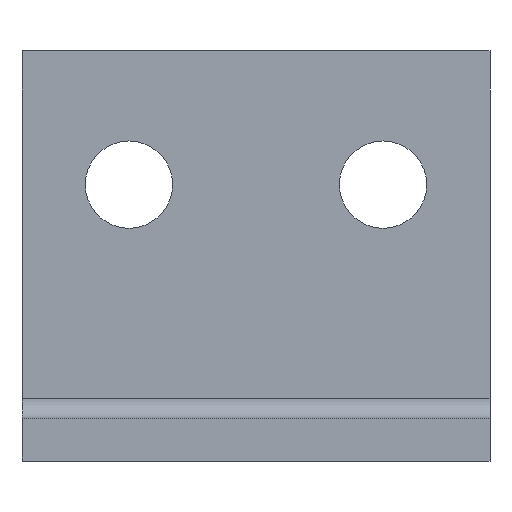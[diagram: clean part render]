
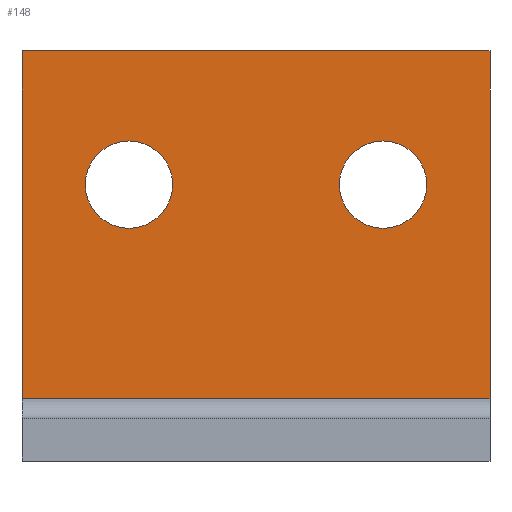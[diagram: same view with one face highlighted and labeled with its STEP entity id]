
A CAD part, front view. The second image highlights one B-rep face of the part: STEP entity #148.
In plain terms, the highlighted planar face has unit normal (0, -1, 0).
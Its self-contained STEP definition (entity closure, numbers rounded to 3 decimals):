
#8 = PLANE ( 'NONE',  #142 ) ;
#32 = ORIENTED_EDGE ( 'NONE', *, *, #524, .F. ) ;
#70 = ORIENTED_EDGE ( 'NONE', *, *, #504, .F. ) ;
#72 = CARTESIAN_POINT ( 'NONE',  ( -5.787, -1.6, -21.33 ) ) ;
#80 = CIRCLE ( 'NONE', #228, 1.632 ) ;
#93 = VECTOR ( 'NONE', #277, 1000. ) ;
#94 = DIRECTION ( 'NONE',  ( 0., 0., -1. ) ) ;
#109 = DIRECTION ( 'NONE',  ( 0., -1., 0. ) ) ;
#122 = LINE ( 'NONE', #72, #237 ) ;
#134 = CARTESIAN_POINT ( 'NONE',  ( -19.287, -1.6, -16.33 ) ) ;
#138 = FACE_OUTER_BOUND ( 'NONE', #500, .T. ) ;
#140 = CARTESIAN_POINT ( 'NONE',  ( -9.787, -1.6, -14.698 ) ) ;
#142 = AXIS2_PLACEMENT_3D ( 'NONE', #224, #191, #377 ) ;
#144 = CARTESIAN_POINT ( 'NONE',  ( -19.287, -1.6, -17.962 ) ) ;
#147 = CARTESIAN_POINT ( 'NONE',  ( -23.287, -1.6, -11.33 ) ) ;
#148 = ADVANCED_FACE ( 'NONE', ( #329, #477, #138 ), #8, .F. ) ;
#150 = CARTESIAN_POINT ( 'NONE',  ( -9.787, -1.6, -16.33 ) ) ;
#154 = CARTESIAN_POINT ( 'NONE',  ( -5.787, -1.6, -11.33 ) ) ;
#162 = VERTEX_POINT ( 'NONE', #471 ) ;
#182 = CARTESIAN_POINT ( 'NONE',  ( -23.287, -1.6, -21.33 ) ) ;
#191 = DIRECTION ( 'NONE',  ( 0., 1., 0. ) ) ;
#193 = EDGE_CURVE ( 'NONE', #520, #389, #80, .T. ) ;
#200 = EDGE_CURVE ( 'NONE', #389, #520, #425, .T. ) ;
#204 = VECTOR ( 'NONE', #597, 1000. ) ;
#207 = VERTEX_POINT ( 'NONE', #154 ) ;
#219 = ORIENTED_EDGE ( 'NONE', *, *, #328, .F. ) ;
#224 = CARTESIAN_POINT ( 'NONE',  ( 0., -1.6, 0. ) ) ;
#228 = AXIS2_PLACEMENT_3D ( 'NONE', #150, #109, #530 ) ;
#232 = CARTESIAN_POINT ( 'NONE',  ( -5.787, -1.6, -24.33 ) ) ;
#237 = VECTOR ( 'NONE', #390, 1000. ) ;
#242 = CARTESIAN_POINT ( 'NONE',  ( -19.287, -1.6, -14.698 ) ) ;
#243 = DIRECTION ( 'NONE',  ( 0., -1., 0. ) ) ;
#251 = VERTEX_POINT ( 'NONE', #147 ) ;
#259 = EDGE_LOOP ( 'NONE', ( #70, #32 ) ) ;
#269 = AXIS2_PLACEMENT_3D ( 'NONE', #134, #319, #274 ) ;
#274 = DIRECTION ( 'NONE',  ( 0., 0., -1. ) ) ;
#277 = DIRECTION ( 'NONE',  ( 1., 0., 0. ) ) ;
#279 = AXIS2_PLACEMENT_3D ( 'NONE', #324, #518, #94 ) ;
#280 = LINE ( 'NONE', #232, #204 ) ;
#305 = ORIENTED_EDGE ( 'NONE', *, *, #446, .F. ) ;
#319 = DIRECTION ( 'NONE',  ( 0., -1., 0. ) ) ;
#324 = CARTESIAN_POINT ( 'NONE',  ( -19.287, -1.6, -16.33 ) ) ;
#328 = EDGE_CURVE ( 'NONE', #207, #162, #122, .T. ) ;
#329 = FACE_BOUND ( 'NONE', #259, .T. ) ;
#352 = VECTOR ( 'NONE', #422, 1000. ) ;
#354 = EDGE_LOOP ( 'NONE', ( #556, #368 ) ) ;
#368 = ORIENTED_EDGE ( 'NONE', *, *, #193, .F. ) ;
#369 = CARTESIAN_POINT ( 'NONE',  ( -23.287, -1.6, -24.33 ) ) ;
#377 = DIRECTION ( 'NONE',  ( 0., 0., 1. ) ) ;
#383 = ORIENTED_EDGE ( 'NONE', *, *, #498, .F. ) ;
#386 = DIRECTION ( 'NONE',  ( 0., 0., -1. ) ) ;
#389 = VERTEX_POINT ( 'NONE', #538 ) ;
#390 = DIRECTION ( 'NONE',  ( 0., 0., -1. ) ) ;
#418 = VERTEX_POINT ( 'NONE', #144 ) ;
#422 = DIRECTION ( 'NONE',  ( 0., 0., 1. ) ) ;
#425 = CIRCLE ( 'NONE', #564, 1.632 ) ;
#435 = CIRCLE ( 'NONE', #279, 1.632 ) ;
#446 = EDGE_CURVE ( 'NONE', #502, #251, #476, .T. ) ;
#471 = CARTESIAN_POINT ( 'NONE',  ( -5.787, -1.6, -24.33 ) ) ;
#476 = LINE ( 'NONE', #182, #352 ) ;
#477 = FACE_BOUND ( 'NONE', #354, .T. ) ;
#482 = CARTESIAN_POINT ( 'NONE',  ( -9.787, -1.6, -16.33 ) ) ;
#490 = EDGE_CURVE ( 'NONE', #162, #502, #280, .T. ) ;
#498 = EDGE_CURVE ( 'NONE', #251, #207, #557, .T. ) ;
#500 = EDGE_LOOP ( 'NONE', ( #305, #583, #219, #383 ) ) ;
#502 = VERTEX_POINT ( 'NONE', #369 ) ;
#504 = EDGE_CURVE ( 'NONE', #418, #605, #565, .T. ) ;
#518 = DIRECTION ( 'NONE',  ( 0., -1., 0. ) ) ;
#520 = VERTEX_POINT ( 'NONE', #140 ) ;
#524 = EDGE_CURVE ( 'NONE', #605, #418, #435, .T. ) ;
#530 = DIRECTION ( 'NONE',  ( 0., 0., -1. ) ) ;
#538 = CARTESIAN_POINT ( 'NONE',  ( -9.787, -1.6, -17.962 ) ) ;
#556 = ORIENTED_EDGE ( 'NONE', *, *, #200, .F. ) ;
#557 = LINE ( 'NONE', #602, #93 ) ;
#564 = AXIS2_PLACEMENT_3D ( 'NONE', #482, #243, #386 ) ;
#565 = CIRCLE ( 'NONE', #269, 1.632 ) ;
#583 = ORIENTED_EDGE ( 'NONE', *, *, #490, .F. ) ;
#597 = DIRECTION ( 'NONE',  ( -1., 0., 0. ) ) ;
#602 = CARTESIAN_POINT ( 'NONE',  ( -23.287, -1.6, -11.33 ) ) ;
#605 = VERTEX_POINT ( 'NONE', #242 ) ;
